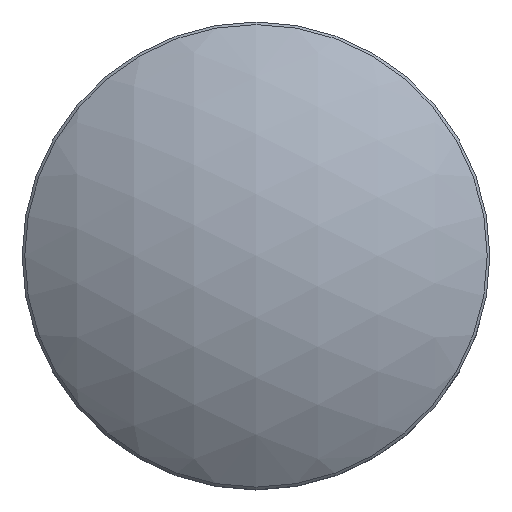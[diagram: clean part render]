
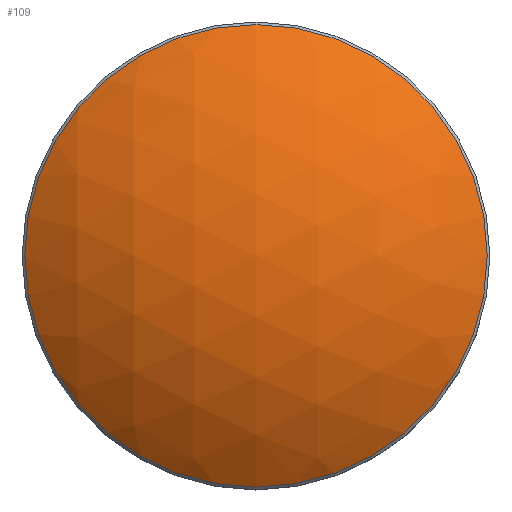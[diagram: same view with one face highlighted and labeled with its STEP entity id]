
A CAD part, top view. The second image highlights one B-rep face of the part: STEP entity #109.
In plain terms, the highlighted spherical face has radius 20.89 mm.
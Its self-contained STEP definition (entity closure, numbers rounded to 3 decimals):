
#32=FACE_OUTER_BOUND('',#41,.T.);
#41=EDGE_LOOP('',(#79));
#50=CIRCLE('',#140,12.559);
#58=VERTEX_POINT('',#199);
#66=EDGE_CURVE('',#58,#58,#50,.T.);
#79=ORIENTED_EDGE('',*,*,#66,.F.);
#105=SPHERICAL_SURFACE('',#139,20.89);
#109=ADVANCED_FACE('',(#32),#105,.T.);
#139=AXIS2_PLACEMENT_3D('',#198,#158,#159);
#140=AXIS2_PLACEMENT_3D('',#200,#160,#161);
#158=DIRECTION('center_axis',(-1.,0.,0.));
#159=DIRECTION('ref_axis',(0.,-1.,0.));
#160=DIRECTION('center_axis',(0.,0.,-1.));
#161=DIRECTION('ref_axis',(0.,1.,0.));
#198=CARTESIAN_POINT('Origin',(0.,0.,-13.89));
#199=CARTESIAN_POINT('',(0.,-12.559,2.804));
#200=CARTESIAN_POINT('Origin',(0.,0.,2.804));
